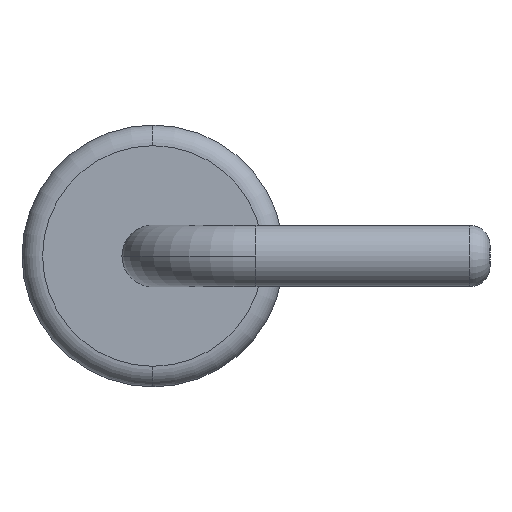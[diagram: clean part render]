
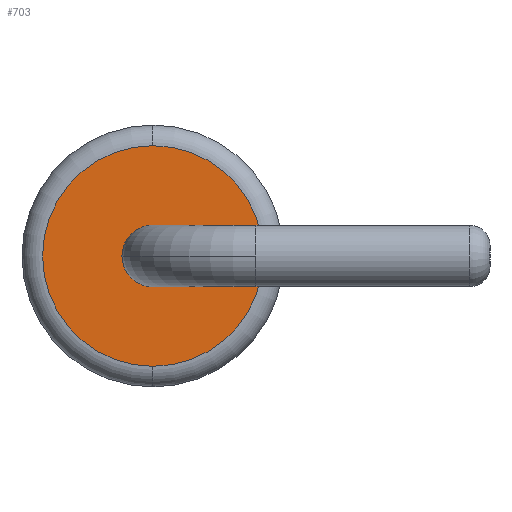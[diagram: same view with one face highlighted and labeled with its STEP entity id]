
A CAD part, left-side view. The second image highlights one B-rep face of the part: STEP entity #703.
In plain terms, the highlighted planar face has unit normal (-1, 0, 0).
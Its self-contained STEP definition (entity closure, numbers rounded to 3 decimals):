
#13 = CARTESIAN_POINT ( 'NONE',  ( -5., 0., 0. ) ) ;
#16 = CARTESIAN_POINT ( 'NONE',  ( -5., 0., -0.3 ) ) ;
#32 = DIRECTION ( 'NONE',  ( -1., 0., 0. ) ) ;
#115 = DIRECTION ( 'NONE',  ( 0., 0., -1. ) ) ;
#152 = EDGE_CURVE ( 'NONE', #864, #173, #1175, .T. ) ;
#158 = CIRCLE ( 'NONE', #1245, 0.3 ) ;
#173 = VERTEX_POINT ( 'NONE', #1123 ) ;
#202 = ORIENTED_EDGE ( 'NONE', *, *, #152, .T. ) ;
#207 = EDGE_CURVE ( 'NONE', #173, #864, #311, .T. ) ;
#245 = VERTEX_POINT ( 'NONE', #532 ) ;
#272 = AXIS2_PLACEMENT_3D ( 'NONE', #307, #1322, #423 ) ;
#284 = VERTEX_POINT ( 'NONE', #16 ) ;
#307 = CARTESIAN_POINT ( 'NONE',  ( -5., 0., 0. ) ) ;
#311 = CIRCLE ( 'NONE', #272, 1.07 ) ;
#351 = ORIENTED_EDGE ( 'NONE', *, *, #1024, .F. ) ;
#395 = EDGE_LOOP ( 'NONE', ( #904, #202 ) ) ;
#417 = DIRECTION ( 'NONE',  ( 0., 0., -1. ) ) ;
#423 = DIRECTION ( 'NONE',  ( 0., 0., -1. ) ) ;
#440 = CARTESIAN_POINT ( 'NONE',  ( -5., 0., 0. ) ) ;
#498 = CIRCLE ( 'NONE', #1047, 0.3 ) ;
#532 = CARTESIAN_POINT ( 'NONE',  ( -5., 0., 0.3 ) ) ;
#545 = DIRECTION ( 'NONE',  ( 0., 0., -1. ) ) ;
#576 = CARTESIAN_POINT ( 'NONE',  ( -5., 0., 1.07 ) ) ;
#635 = ORIENTED_EDGE ( 'NONE', *, *, #726, .F. ) ;
#643 = DIRECTION ( 'NONE',  ( -1., 0., 0. ) ) ;
#670 = EDGE_LOOP ( 'NONE', ( #351, #635 ) ) ;
#703 = ADVANCED_FACE ( 'NONE', ( #1195, #1019 ), #1257, .F. ) ;
#726 = EDGE_CURVE ( 'NONE', #284, #245, #158, .T. ) ;
#864 = VERTEX_POINT ( 'NONE', #576 ) ;
#904 = ORIENTED_EDGE ( 'NONE', *, *, #207, .T. ) ;
#913 = CARTESIAN_POINT ( 'NONE',  ( -5., 0., 0. ) ) ;
#957 = AXIS2_PLACEMENT_3D ( 'NONE', #440, #1145, #545 ) ;
#1019 = FACE_OUTER_BOUND ( 'NONE', #395, .T. ) ;
#1024 = EDGE_CURVE ( 'NONE', #245, #284, #498, .T. ) ;
#1041 = AXIS2_PLACEMENT_3D ( 'NONE', #913, #1234, #417 ) ;
#1043 = DIRECTION ( 'NONE',  ( 0., 0., -1. ) ) ;
#1047 = AXIS2_PLACEMENT_3D ( 'NONE', #13, #32, #1043 ) ;
#1123 = CARTESIAN_POINT ( 'NONE',  ( -5., 0., -1.07 ) ) ;
#1145 = DIRECTION ( 'NONE',  ( 1., 0., 0. ) ) ;
#1175 = CIRCLE ( 'NONE', #1041, 1.07 ) ;
#1195 = FACE_BOUND ( 'NONE', #670, .T. ) ;
#1234 = DIRECTION ( 'NONE',  ( -1., 0., 0. ) ) ;
#1245 = AXIS2_PLACEMENT_3D ( 'NONE', #1251, #643, #115 ) ;
#1251 = CARTESIAN_POINT ( 'NONE',  ( -5., 0., 0. ) ) ;
#1257 = PLANE ( 'NONE',  #957 ) ;
#1322 = DIRECTION ( 'NONE',  ( -1., 0., 0. ) ) ;
